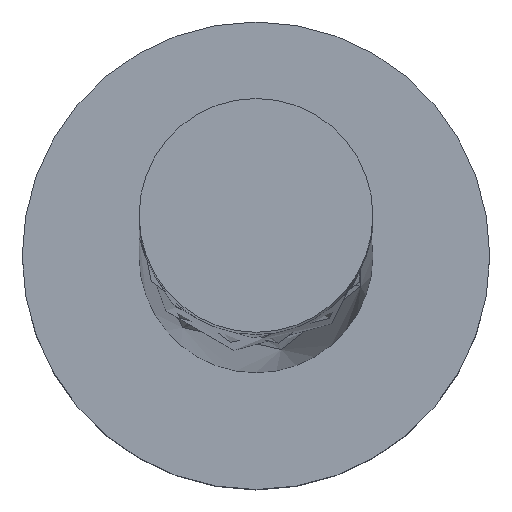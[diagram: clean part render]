
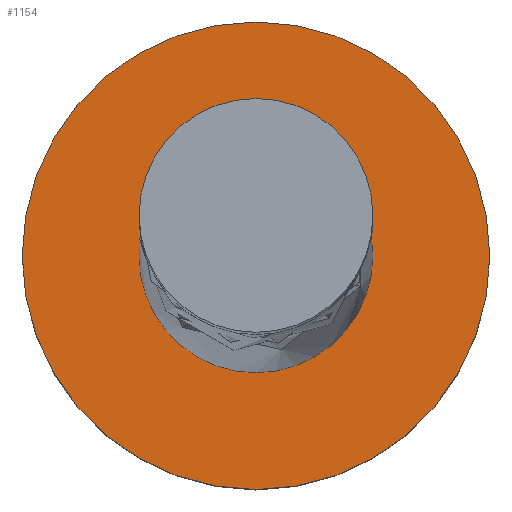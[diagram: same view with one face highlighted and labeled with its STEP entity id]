
A CAD part, top view. The second image highlights one B-rep face of the part: STEP entity #1154.
In plain terms, the highlighted planar face has unit normal (0, 0, 1).
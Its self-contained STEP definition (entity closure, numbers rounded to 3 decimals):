
#3 = VERTEX_POINT ( 'NONE', #841 ) ;
#50 = DIRECTION ( 'NONE',  ( 0., 0., 1. ) ) ;
#175 = VERTEX_POINT ( 'NONE', #1515 ) ;
#267 = CARTESIAN_POINT ( 'NONE',  ( 0., 0., 3. ) ) ;
#310 = AXIS2_PLACEMENT_3D ( 'NONE', #1292, #1185, #884 ) ;
#312 = EDGE_CURVE ( 'NONE', #3, #175, #1272, .T. ) ;
#345 = DIRECTION ( 'NONE',  ( 1., 0., 0. ) ) ;
#445 = EDGE_LOOP ( 'NONE', ( #956, #847 ) ) ;
#497 = CARTESIAN_POINT ( 'NONE',  ( 0., 0., 3. ) ) ;
#556 = CIRCLE ( 'NONE', #1063, 3. ) ;
#569 = EDGE_CURVE ( 'NONE', #175, #3, #1731, .T. ) ;
#635 = CARTESIAN_POINT ( 'NONE',  ( -3., 0., 3. ) ) ;
#665 = CARTESIAN_POINT ( 'NONE',  ( 0., 0., 3. ) ) ;
#749 = FACE_BOUND ( 'NONE', #1711, .T. ) ;
#778 = ORIENTED_EDGE ( 'NONE', *, *, #312, .F. ) ;
#797 = DIRECTION ( 'NONE',  ( 1., 0., 0. ) ) ;
#832 = AXIS2_PLACEMENT_3D ( 'NONE', #665, #1495, #797 ) ;
#841 = CARTESIAN_POINT ( 'NONE',  ( -1.5, 0., 3. ) ) ;
#847 = ORIENTED_EDGE ( 'NONE', *, *, #1677, .T. ) ;
#884 = DIRECTION ( 'NONE',  ( 1., 0., 0. ) ) ;
#919 = AXIS2_PLACEMENT_3D ( 'NONE', #497, #50, #1455 ) ;
#943 = CARTESIAN_POINT ( 'NONE',  ( 3., 0., 3. ) ) ;
#956 = ORIENTED_EDGE ( 'NONE', *, *, #1541, .T. ) ;
#990 = VERTEX_POINT ( 'NONE', #943 ) ;
#1063 = AXIS2_PLACEMENT_3D ( 'NONE', #1574, #1581, #345 ) ;
#1092 = DIRECTION ( 'NONE',  ( 1., 0., 0. ) ) ;
#1129 = AXIS2_PLACEMENT_3D ( 'NONE', #267, #1229, #1092 ) ;
#1154 = ADVANCED_FACE ( 'NONE', ( #749, #1310 ), #1466, .T. ) ;
#1166 = VERTEX_POINT ( 'NONE', #635 ) ;
#1185 = DIRECTION ( 'NONE',  ( 0., 0., 1. ) ) ;
#1229 = DIRECTION ( 'NONE',  ( 0., 0., 1. ) ) ;
#1272 = CIRCLE ( 'NONE', #832, 1.5 ) ;
#1292 = CARTESIAN_POINT ( 'NONE',  ( 0., 0., 3. ) ) ;
#1310 = FACE_OUTER_BOUND ( 'NONE', #445, .T. ) ;
#1404 = ORIENTED_EDGE ( 'NONE', *, *, #569, .F. ) ;
#1455 = DIRECTION ( 'NONE',  ( 1., 0., 0. ) ) ;
#1466 = PLANE ( 'NONE',  #919 ) ;
#1495 = DIRECTION ( 'NONE',  ( 0., 0., 1. ) ) ;
#1515 = CARTESIAN_POINT ( 'NONE',  ( 1.5, 0., 3. ) ) ;
#1541 = EDGE_CURVE ( 'NONE', #1166, #990, #1672, .T. ) ;
#1574 = CARTESIAN_POINT ( 'NONE',  ( 0., 0., 3. ) ) ;
#1581 = DIRECTION ( 'NONE',  ( 0., 0., 1. ) ) ;
#1672 = CIRCLE ( 'NONE', #310, 3. ) ;
#1677 = EDGE_CURVE ( 'NONE', #990, #1166, #556, .T. ) ;
#1711 = EDGE_LOOP ( 'NONE', ( #778, #1404 ) ) ;
#1731 = CIRCLE ( 'NONE', #1129, 1.5 ) ;
